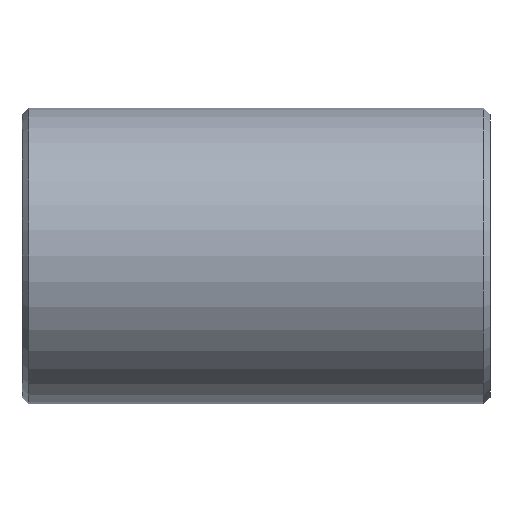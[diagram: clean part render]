
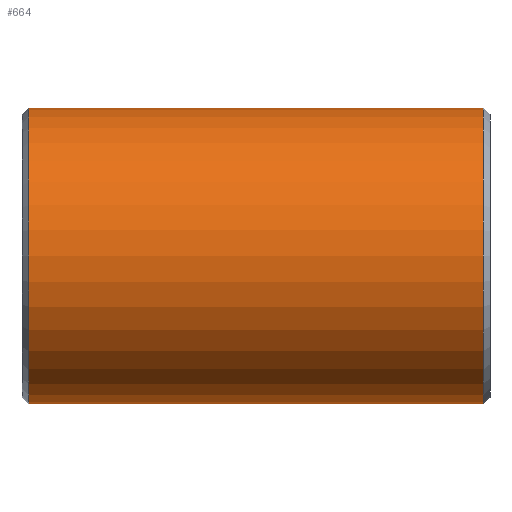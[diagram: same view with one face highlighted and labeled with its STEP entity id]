
A CAD part, front view. The second image highlights one B-rep face of the part: STEP entity #664.
In plain terms, the highlighted cylindrical face has radius 136.525 mm (diameter 273.05 mm), a partial arc.
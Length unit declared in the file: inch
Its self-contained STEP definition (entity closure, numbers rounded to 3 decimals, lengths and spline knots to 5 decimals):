
#4 = DIRECTION ( 'NONE',  ( 1., 0., 0. ) ) ;
#19 = ORIENTED_EDGE ( 'NONE', *, *, #393, .T. ) ;
#25 = EDGE_CURVE ( 'NONE', #744, #377, #552, .T. ) ;
#42 = AXIS2_PLACEMENT_3D ( 'NONE', #314, #309, #184 ) ;
#115 = CARTESIAN_POINT ( 'NONE',  ( 8.5, 0., 5.375 ) ) ;
#131 = DIRECTION ( 'NONE',  ( -1., 0., 0. ) ) ;
#157 = AXIS2_PLACEMENT_3D ( 'NONE', #575, #131, #774 ) ;
#184 = DIRECTION ( 'NONE',  ( 0., 0., -1. ) ) ;
#309 = DIRECTION ( 'NONE',  ( -1., 0., 0. ) ) ;
#313 = LINE ( 'NONE', #649, #517 ) ;
#314 = CARTESIAN_POINT ( 'NONE',  ( 8.26033, 0., 0. ) ) ;
#317 = ORIENTED_EDGE ( 'NONE', *, *, #405, .T. ) ;
#354 = CIRCLE ( 'NONE', #42, 5.375 ) ;
#370 = CARTESIAN_POINT ( 'NONE',  ( 8.26033, 0., -5.375 ) ) ;
#371 = CARTESIAN_POINT ( 'NONE',  ( -8.26033, 0., 5.375 ) ) ;
#377 = VERTEX_POINT ( 'NONE', #371 ) ;
#378 = CARTESIAN_POINT ( 'NONE',  ( -8.26033, 0., -5.375 ) ) ;
#383 = FACE_OUTER_BOUND ( 'NONE', #768, .T. ) ;
#393 = EDGE_CURVE ( 'NONE', #377, #665, #631, .T. ) ;
#405 = EDGE_CURVE ( 'NONE', #805, #744, #354, .T. ) ;
#420 = DIRECTION ( 'NONE',  ( -1., 0., 0. ) ) ;
#510 = ORIENTED_EDGE ( 'NONE', *, *, #25, .T. ) ;
#511 = CARTESIAN_POINT ( 'NONE',  ( 8.26033, 0., 5.375 ) ) ;
#517 = VECTOR ( 'NONE', #712, 39.37008 ) ;
#552 = LINE ( 'NONE', #115, #644 ) ;
#566 = CARTESIAN_POINT ( 'NONE',  ( -8.26033, 0., 0. ) ) ;
#575 = CARTESIAN_POINT ( 'NONE',  ( 8.5, 0., 0. ) ) ;
#594 = ORIENTED_EDGE ( 'NONE', *, *, #648, .F. ) ;
#631 = CIRCLE ( 'NONE', #804, 5.375 ) ;
#635 = CYLINDRICAL_SURFACE ( 'NONE', #157, 5.375 ) ;
#644 = VECTOR ( 'NONE', #420, 39.37008 ) ;
#648 = EDGE_CURVE ( 'NONE', #805, #665, #313, .T. ) ;
#649 = CARTESIAN_POINT ( 'NONE',  ( 8.5, 0., -5.375 ) ) ;
#664 = ADVANCED_FACE ( 'NONE', ( #383 ), #635, .T. ) ;
#665 = VERTEX_POINT ( 'NONE', #378 ) ;
#712 = DIRECTION ( 'NONE',  ( -1., 0., 0. ) ) ;
#744 = VERTEX_POINT ( 'NONE', #511 ) ;
#768 = EDGE_LOOP ( 'NONE', ( #594, #317, #510, #19 ) ) ;
#774 = DIRECTION ( 'NONE',  ( 0., 0., 1. ) ) ;
#804 = AXIS2_PLACEMENT_3D ( 'NONE', #566, #4, #825 ) ;
#805 = VERTEX_POINT ( 'NONE', #370 ) ;
#825 = DIRECTION ( 'NONE',  ( 0., 0., 1. ) ) ;
